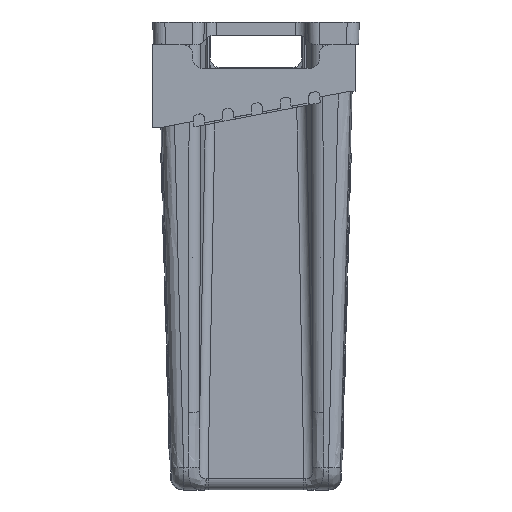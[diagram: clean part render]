
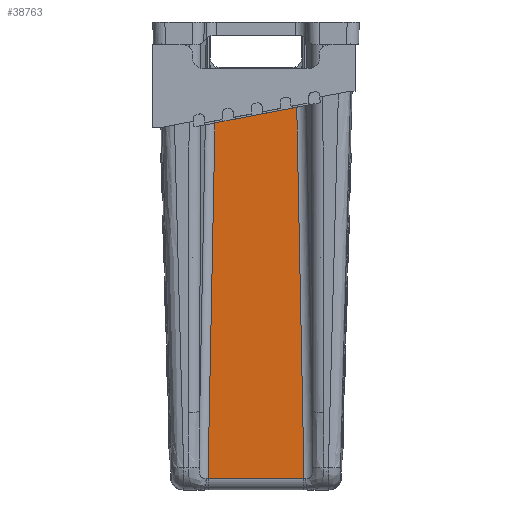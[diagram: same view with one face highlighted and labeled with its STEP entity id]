
A CAD part, front view. The second image highlights one B-rep face of the part: STEP entity #38763.
In plain terms, the highlighted planar face has unit normal (0, -1, -0.028).
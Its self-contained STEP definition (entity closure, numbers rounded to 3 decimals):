
#2340=CIRCLE('',#41506,1372.351);
#2341=CIRCLE('',#41507,1372.351);
#6671=FACE_OUTER_BOUND('',#8933,.T.);
#8933=EDGE_LOOP('',(#28578,#28579,#28580,#28581,#28582,#28583));
#10682=LINE('',#104657,#12489);
#10684=LINE('',#105323,#12491);
#11039=LINE('',#163939,#12846);
#11040=LINE('',#163941,#12847);
#12489=VECTOR('',#44923,1000.);
#12491=VECTOR('',#44939,1000.);
#12846=VECTOR('',#46524,1000.);
#12847=VECTOR('',#46527,1000.);
#15374=VERTEX_POINT('',#104637);
#15375=VERTEX_POINT('',#104656);
#15385=VERTEX_POINT('',#105320);
#15386=VERTEX_POINT('',#105322);
#16381=VERTEX_POINT('',#163936);
#16382=VERTEX_POINT('',#163938);
#19395=EDGE_CURVE('',#15374,#15375,#10682,.T.);
#19408=EDGE_CURVE('',#15386,#15385,#10684,.T.);
#20972=EDGE_CURVE('',#16381,#15374,#2340,.T.);
#20973=EDGE_CURVE('',#16382,#16381,#11039,.F.);
#20974=EDGE_CURVE('',#16382,#15386,#2341,.T.);
#20975=EDGE_CURVE('',#15375,#15385,#11040,.T.);
#28578=ORIENTED_EDGE('',*,*,#19395,.F.);
#28579=ORIENTED_EDGE('',*,*,#20972,.F.);
#28580=ORIENTED_EDGE('',*,*,#20973,.F.);
#28581=ORIENTED_EDGE('',*,*,#20974,.T.);
#28582=ORIENTED_EDGE('',*,*,#19408,.T.);
#28583=ORIENTED_EDGE('',*,*,#20975,.F.);
#35425=PLANE('',#41505);
#38763=ADVANCED_FACE('',(#6671),#35425,.T.);
#41505=AXIS2_PLACEMENT_3D('',#163935,#46520,#46521);
#41506=AXIS2_PLACEMENT_3D('',#163937,#46522,#46523);
#41507=AXIS2_PLACEMENT_3D('',#163940,#46525,#46526);
#44923=DIRECTION('',(0.02,0.028,-0.999));
#44939=DIRECTION('',(-0.02,0.028,-0.999));
#46520=DIRECTION('center_axis',(0.,-1.,
-0.028));
#46521=DIRECTION('ref_axis',(0.,-0.028,
1.));
#46522=DIRECTION('center_axis',(0.,-1.,
-0.028));
#46523=DIRECTION('ref_axis',(0.004,0.028,-1.));
#46524=DIRECTION('',(-1.,0.,0.));
#46525=DIRECTION('center_axis',(0.,1.,
0.028));
#46526=DIRECTION('ref_axis',(-0.004,0.028,-1.));
#46527=DIRECTION('',(-1.,0.,0.));
#104637=CARTESIAN_POINT('',(-77.285,137.487,236.77));
#104656=CARTESIAN_POINT('',(-68.766,149.654,-198.822));
#104657=CARTESIAN_POINT('',(-68.577,149.924,-208.483));
#105320=CARTESIAN_POINT('',(-171.943,149.654,-198.822));
#105322=CARTESIAN_POINT('',(-163.423,137.487,236.77));
#105323=CARTESIAN_POINT('',(-172.132,149.924,-208.483));
#163935=CARTESIAN_POINT('Origin',(-68.032,136.644,266.941));
#163936=CARTESIAN_POINT('',(-83.104,137.487,236.758));
#163937=CARTESIAN_POINT('Origin',(-83.093,99.169,1608.574));
#163938=CARTESIAN_POINT('',(-157.605,137.487,236.758));
#163939=CARTESIAN_POINT('',(-68.032,137.487,236.758));
#163940=CARTESIAN_POINT('Origin',(-157.615,99.169,1608.574));
#163941=CARTESIAN_POINT('',(-120.354,149.654,-198.822));
